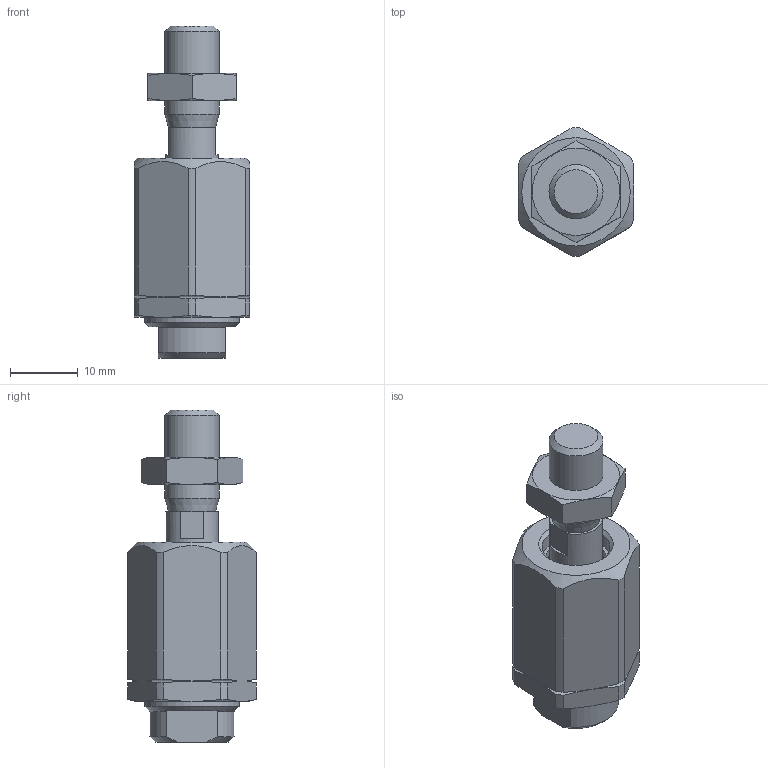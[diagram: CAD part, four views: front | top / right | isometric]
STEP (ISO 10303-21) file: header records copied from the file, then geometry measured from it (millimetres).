
FILE_DESCRIPTION(/* description */ ('STEP AP214'),/* implementation_level */ '2;1');
FILE_NAME(/* name */ '2062_FK-M8',/* time_stamp */ '2024-08-27T08:19:31+02:00',/* author */ ('License CC BY-ND 4.0'),/* organization */ ('CADENAS'),/* preprocessor_version */ 'ST-DEVELOPER v19.3',/* originating_system */ 'PARTsolutions',/* authorisation */ ' ');
FILE_SCHEMA (('AUTOMOTIVE_DESIGN {1 0 10303 214 3 1 1}'));
Length unit declared in the file: millimetre
Products named in the file (7): 2062 FK-M8---(asm_0_0); 2062 FK-M8---(GE); 2062 FK-M8---(0BO); DIN-439-B - M8(F); 2062 FK-M8---(BU); 2062 FK-M8---(MU); 2062 FK-M8---(KG)
Assembly tree (7 placements, depth 2):
  2062 FK-M8---(asm_0_0)
    2062 FK-M8---(GE)
    2062 FK-M8---(0BO)
    DIN-439-B - M8(F)
    2062 FK-M8---(BU)
    2062 FK-M8---(MU)
    2062 FK-M8---(KG)  x2
Bounding box: 17 x 19 x 49 mm (x, y, z)
Volume: 7093.3 mm3; surface area: 5996.7 mm2
Topology: 7 solids, 7 shells, 112 faces, 247 edges, 151 vertices
Faces by surface type: plane 44, cone 36, cylinder 28, sphere 4
Full cylindrical faces by diameter (mm): 6.647 x2, 7.8 x1, 8 x1, 9 x2, 10 x1, 12 x1, 12.4 x2, 12.917 x2, 13.4 x1, 14 x1
Entity records: 3060 total; most frequent: CARTESIAN_POINT 673, DIRECTION 468, ORIENTED_EDGE 410, AXIS2_PLACEMENT_3D 210, EDGE_CURVE 205, EDGE_LOOP 150, FACE_BOUND 150, VERTEX_POINT 143
